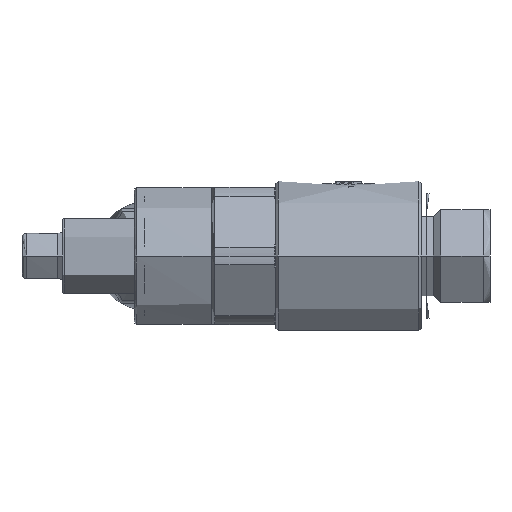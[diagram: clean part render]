
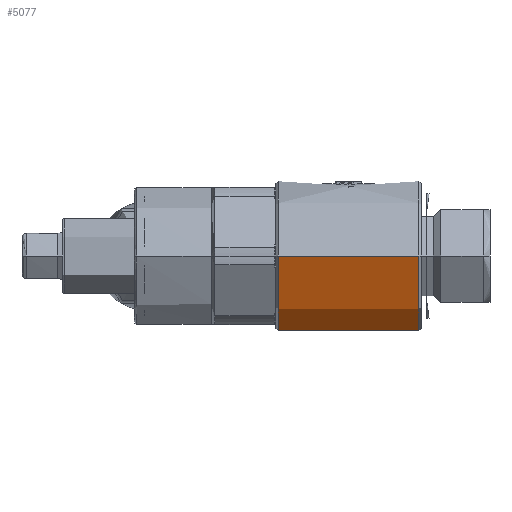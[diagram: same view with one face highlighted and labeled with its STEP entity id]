
A CAD part, left-side view. The second image highlights one B-rep face of the part: STEP entity #5077.
In plain terms, the highlighted cylindrical face has radius 9.25 mm (diameter 18.5 mm), a partial arc.
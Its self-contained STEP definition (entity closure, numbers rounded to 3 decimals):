
#5077=ADVANCED_FACE('',(#12354),#12355,.T.);
#12354=FACE_OUTER_BOUND('',#25783,.T.);
#12355=CYLINDRICAL_SURFACE('',#25784,9.25);
#25783=EDGE_LOOP('',(#51952,#51953,#51954,#51955,#51956,#51957,#51958,#51959));
#25784=AXIS2_PLACEMENT_3D('',#51960,#51961,#51962);
#51952=ORIENTED_EDGE('',*,*,#77206,.F.);
#51953=ORIENTED_EDGE('',*,*,#77207,.F.);
#51954=ORIENTED_EDGE('',*,*,#77208,.F.);
#51955=ORIENTED_EDGE('',*,*,#77209,.F.);
#51956=ORIENTED_EDGE('',*,*,#77210,.F.);
#51957=ORIENTED_EDGE('',*,*,#74561,.F.);
#51958=ORIENTED_EDGE('',*,*,#73997,.F.);
#51959=ORIENTED_EDGE('',*,*,#74560,.F.);
#51960=CARTESIAN_POINT('',(0.0,7.6,0.0));
#51961=DIRECTION('',(0.0,-1.0,0.0));
#51962=DIRECTION('',(1.0,0.0,0.0));
#73997=EDGE_CURVE('',#85749,#85750,#85751,.T.);
#74560=EDGE_CURVE('',#86727,#85749,#86730,.T.);
#74561=EDGE_CURVE('',#85750,#86731,#86732,.T.);
#77206=EDGE_CURVE('',#91137,#86727,#91138,.T.);
#77207=EDGE_CURVE('',#91139,#91137,#91140,.T.);
#77208=EDGE_CURVE('',#91141,#91139,#91142,.T.);
#77209=EDGE_CURVE('',#91143,#91141,#91144,.T.);
#77210=EDGE_CURVE('',#86731,#91143,#91145,.T.);
#85749=VERTEX_POINT('',#103780);
#85750=VERTEX_POINT('',#103781);
#85751=B_SPLINE_CURVE_WITH_KNOTS('',3,(#103782,#103783,#103784,#103785,#103786,#103787,#103788,#103789,#103790,#103791,#103792,#103793,#103794,#103795,#103796,#103797,#103798,#103799,#103800),.UNSPECIFIED.,.F.,.F.,(4,2,2,2,3,2,2,2,4),(2.959,3.107,3.344,3.585,3.825,4.065,4.306,4.543,4.691),.UNSPECIFIED.);
#86727=VERTEX_POINT('',#106748);
#86730=B_SPLINE_CURVE_WITH_KNOTS('',3,(#106751,#106752,#106753,#106754),.UNSPECIFIED.,.F.,.F.,(4,4),(2.213,2.27),.UNSPECIFIED.);
#86731=VERTEX_POINT('',#106755);
#86732=B_SPLINE_CURVE_WITH_KNOTS('',3,(#106756,#106757,#106758,#106759),.UNSPECIFIED.,.F.,.F.,(4,4),(1.954,2.009),.UNSPECIFIED.);
#91137=VERTEX_POINT('',#117346);
#91138=LINE('',#117347,#117348);
#91139=VERTEX_POINT('',#117349);
#91140=CIRCLE('',#117350,9.25);
#91141=VERTEX_POINT('',#117351);
#91142=LINE('',#117352,#117353);
#91143=VERTEX_POINT('',#117354);
#91144=CIRCLE('',#117355,9.25);
#91145=LINE('',#117356,#117357);
#103780=CARTESIAN_POINT('',(9.205,12.968,-0.909));
#103781=CARTESIAN_POINT('',(9.205,25.032,-0.909));
#103782=CARTESIAN_POINT('',(9.205,12.968,-0.909));
#103783=CARTESIAN_POINT('',(9.156,13.043,-1.409));
#103784=CARTESIAN_POINT('',(9.065,13.183,-1.905));
#103785=CARTESIAN_POINT('',(8.743,13.695,-3.119));
#103786=CARTESIAN_POINT('',(8.46,14.161,-3.788));
#103787=CARTESIAN_POINT('',(7.903,15.217,-4.844));
#103788=CARTESIAN_POINT('',(7.587,15.886,-5.307));
#103789=CARTESIAN_POINT('',(7.106,17.375,-5.935));
#103790=CARTESIAN_POINT('',(6.954,18.199,-6.1));
#103791=CARTESIAN_POINT('',(6.954,19.0,-6.1));
#103792=CARTESIAN_POINT('',(6.954,19.801,-6.1));
#103793=CARTESIAN_POINT('',(7.106,20.625,-5.935));
#103794=CARTESIAN_POINT('',(7.587,22.114,-5.307));
#103795=CARTESIAN_POINT('',(7.903,22.783,-4.844));
#103796=CARTESIAN_POINT('',(8.46,23.839,-3.788));
#103797=CARTESIAN_POINT('',(8.743,24.305,-3.119));
#103798=CARTESIAN_POINT('',(9.065,24.817,-1.905));
#103799=CARTESIAN_POINT('',(9.156,24.957,-1.409));
#103800=CARTESIAN_POINT('',(9.205,25.032,-0.909));
#106748=CARTESIAN_POINT('',(9.25,12.9,0.0));
#106751=CARTESIAN_POINT('',(9.25,12.9,0.));
#106752=CARTESIAN_POINT('',(9.25,12.9,-0.303));
#106753=CARTESIAN_POINT('',(9.235,12.922,-0.606));
#106754=CARTESIAN_POINT('',(9.205,12.968,-0.909));
#106755=CARTESIAN_POINT('',(9.25,25.1,0.0));
#106756=CARTESIAN_POINT('',(9.205,25.032,-0.909));
#106757=CARTESIAN_POINT('',(9.235,25.077,-0.607));
#106758=CARTESIAN_POINT('',(9.25,25.1,-0.304));
#106759=CARTESIAN_POINT('',(9.25,25.1,0.));
#117346=CARTESIAN_POINT('',(9.25,8.8,0.));
#117347=CARTESIAN_POINT('',(9.25,17.5,0.));
#117348=VECTOR('',#146010,1.0);
#117349=CARTESIAN_POINT('',(-9.25,8.8,0.0));
#117350=AXIS2_PLACEMENT_3D('',#146011,#146012,#146013);
#117351=CARTESIAN_POINT('',(-9.25,26.2,0.));
#117352=CARTESIAN_POINT('',(-9.25,17.5,0.));
#117353=VECTOR('',#146014,1.0);
#117354=CARTESIAN_POINT('',(9.25,26.2,0.0));
#117355=AXIS2_PLACEMENT_3D('',#146015,#146016,#146017);
#117356=CARTESIAN_POINT('',(9.25,17.5,0.));
#117357=VECTOR('',#146018,1.0);
#146010=DIRECTION('',(-0.0,1.0,-0.0));
#146011=CARTESIAN_POINT('',(0.0,8.8,0.0));
#146012=DIRECTION('',(0.0,-1.0,0.0));
#146013=DIRECTION('',(-1.0,0.0,0.0));
#146014=DIRECTION('',(0.0,-1.0,0.0));
#146015=CARTESIAN_POINT('',(0.0,26.2,0.0));
#146016=DIRECTION('',(0.0,1.0,0.0));
#146017=DIRECTION('',(-1.0,0.0,0.0));
#146018=DIRECTION('',(-0.0,1.0,-0.0));
